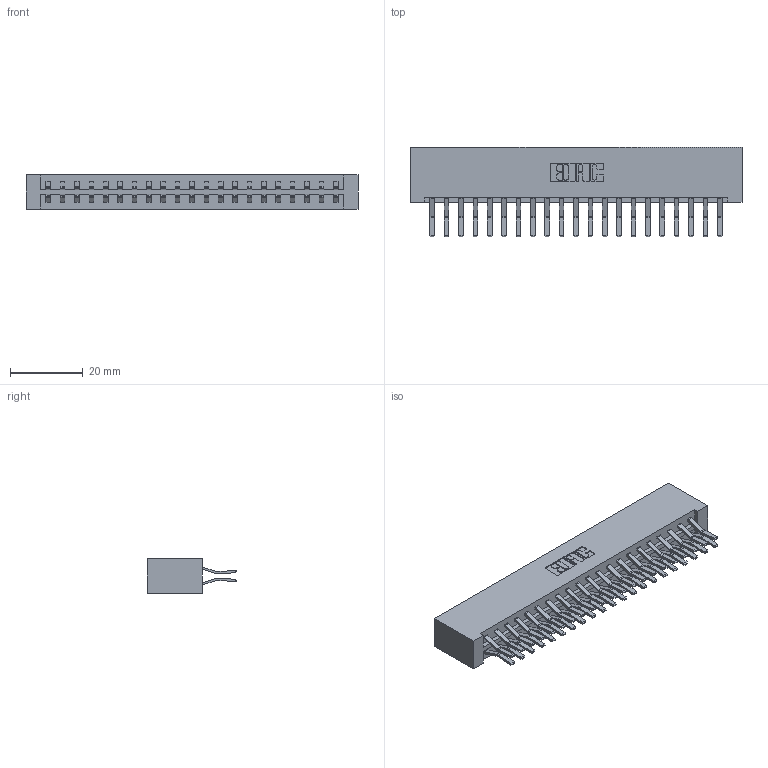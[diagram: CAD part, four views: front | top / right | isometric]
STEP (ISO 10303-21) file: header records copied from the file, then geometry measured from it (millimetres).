
FILE_DESCRIPTION (( 'STEP AP203' ), '1' );
FILE_NAME ('333-042-560-201.STEP', '2018-08-03T19:49:49', ( '' ), ( '' ), 'SwSTEP 2.0', 'SolidWorks 2016', '' );
FILE_SCHEMA (( 'CONFIG_CONTROL_DESIGN' ));
Length unit declared in the file: inch
Products named in the file (3): 333 Part_Lugless; 345-292-001_560 Tail; 333-042-560-201
Assembly tree (43 placements, depth 2):
  333-042-560-201
    333 Part_Lugless
    345-292-001_560 Tail  x42
Bounding box: 91.47 x 24.78 x 9.4 mm (x, y, z)
Volume: 10049.2 mm3; surface area: 12464.7 mm2
Topology: 43 solids, 43 shells, 2374 faces, 7049 edges, 4642 vertices
Faces by surface type: plane 1578, cylinder 796
Entity records: 16037 total; most frequent: CARTESIAN_POINT 2682, ORIENTED_EDGE 2618, DIRECTION 2325, EDGE_CURVE 1309, LINE 1185, VECTOR 1185, VERTEX_POINT 870, AXIS2_PLACEMENT_3D 570
